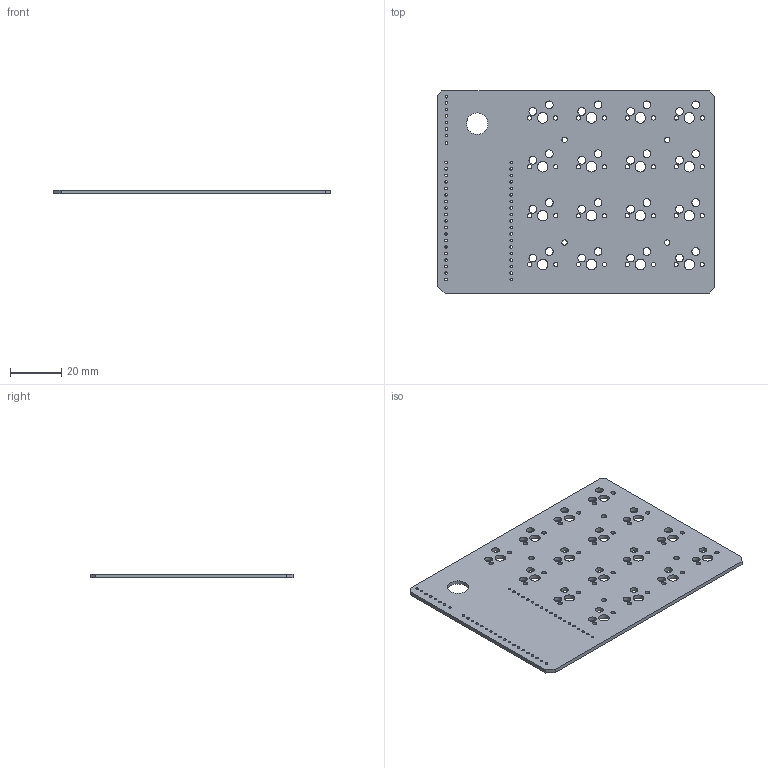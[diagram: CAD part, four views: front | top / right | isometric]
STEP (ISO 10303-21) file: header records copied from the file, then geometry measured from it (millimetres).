
FILE_DESCRIPTION(('KiCad electronic assembly'),'2;1');
FILE_NAME('dumbpad.step','2025-06-28T11:13:35',('Pcbnew'),('Kicad'), 'Open CASCADE STEP processor 7.8','KiCad to STEP converter','Unknown' );
FILE_SCHEMA(('AUTOMOTIVE_DESIGN { 1 0 10303 214 1 1 1 1 }'));
Length unit declared in the file: millimetre
Products named in the file (2): dumbpad 1; dumbpad_PCB
Assembly tree (1 placements, depth 2):
  dumbpad 1
    dumbpad_PCB
Bounding box: 108 x 78.75 x 1.51 mm (x, y, z)
Volume: 11886.9 mm3; surface area: 17630.8 mm2
Topology: 1 solids, 1 shells, 141 faces, 417 edges, 278 vertices
Faces by surface type: cylinder 131, plane 10
Full cylindrical faces by diameter (mm): 1 x46, 1.7 x32, 2.1 x4, 3.05 x32, 4.1 x16, 8.4 x1
Entity records: 5434 total; most frequent: DIRECTION 965, CARTESIAN_POINT 838, ORIENTED_EDGE 834, EDGE_CURVE 417, AXIS2_PLACEMENT_3D 405, FACE_BOUND 403, EDGE_LOOP 403, VERTEX_POINT 278
